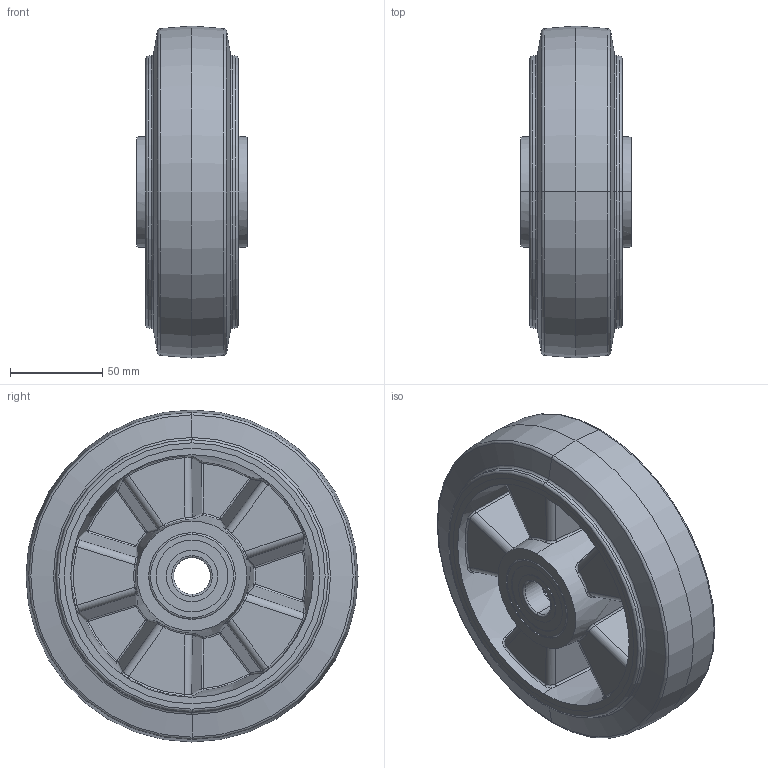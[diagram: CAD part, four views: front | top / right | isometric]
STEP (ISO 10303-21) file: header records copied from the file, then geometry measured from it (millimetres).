
FILE_DESCRIPTION (( 'STEP AP214' ), '1' );
FILE_NAME ('0032795_EGA-180-50-60-K20.STEP', '2015-08-06T09:31:11', ( '' ), ( '' ), 'SwSTEP 2.0', 'SolidWorks 2014', '' );
FILE_SCHEMA (( 'AUTOMOTIVE_DESIGN' ));
Length unit declared in the file: millimetre
Products named in the file (1): 0032795_EGA-180-50-60-K20
Bounding box: 60 x 180 x 180 mm (x, y, z)
Volume: 742050 mm3; surface area: 187141.1 mm2
Topology: 9 solids, 9 shells, 404 faces, 852 edges, 474 vertices
Faces by surface type: cylinder 94, torus 84, bspline 80, plane 66, sphere 60, cone 20
Entity records: 18232 total; most frequent: CARTESIAN_POINT 5343, DIRECTION 1864, ORIENTED_EDGE 1704, AXIS2_PLACEMENT_3D 855, EDGE_CURVE 852, CIRCLE 530, VERTEX_POINT 474, EDGE_LOOP 430
